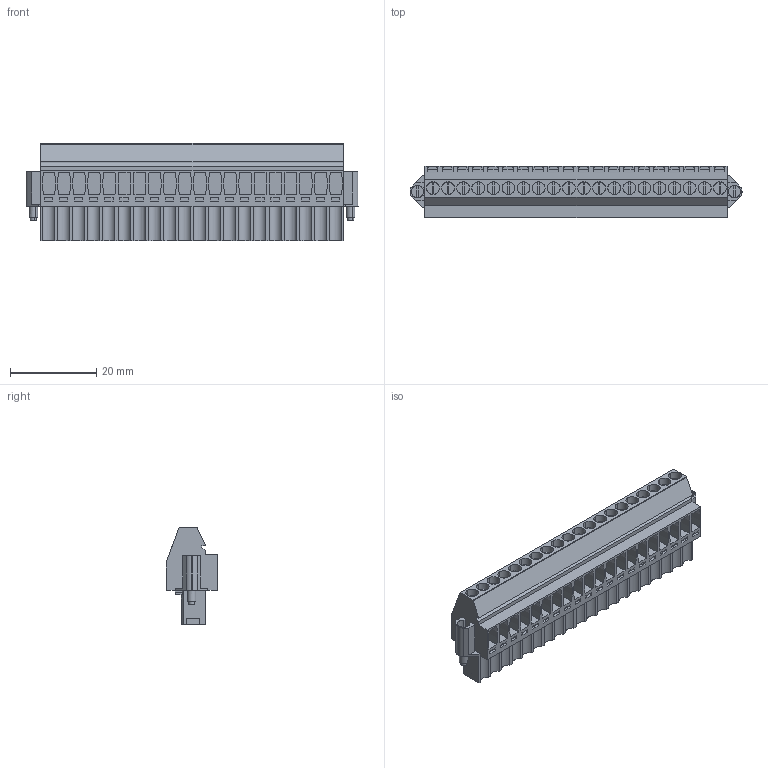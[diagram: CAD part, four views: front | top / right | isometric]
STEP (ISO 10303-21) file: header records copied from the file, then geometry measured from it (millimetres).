
FILE_DESCRIPTION(('CATIA V5 STEP Exchange','CAx-IF Rec.Pracs.--- Model Styling and Organization---1.2---2011-12-15'),'2;1');
FILE_NAME ('D1454145_0_1640110000_1640110000.stp','2017-04-20T07:42:58+00:00',('none'),('Weidmueller'),'CATIA Version 5-6 Release 2014','CATIA V5 STEP AP214','none');
FILE_SCHEMA(('AUTOMOTIVE_DESIGN { 1 0 10303 214 1 1 1 1 }'));
Length unit declared in the file: millimetre
Products named in the file (1): 1640110000
Bounding box: 76.94 x 11.83 x 22.6 mm (x, y, z)
Volume: 10785 mm3; surface area: 8834.4 mm2
Topology: 23 solids, 23 shells, 1239 faces, 3407 edges, 2303 vertices
Faces by surface type: plane 1035, cylinder 192, extrusion 12
Entity records: 36425 total; most frequent: CARTESIAN_POINT 7020, ORIENTED_EDGE 6814, DIRECTION 4723, EDGE_CURVE 3407, VECTOR 2803, LINE 2791, VERTEX_POINT 2303, EDGE_LOOP 1332
